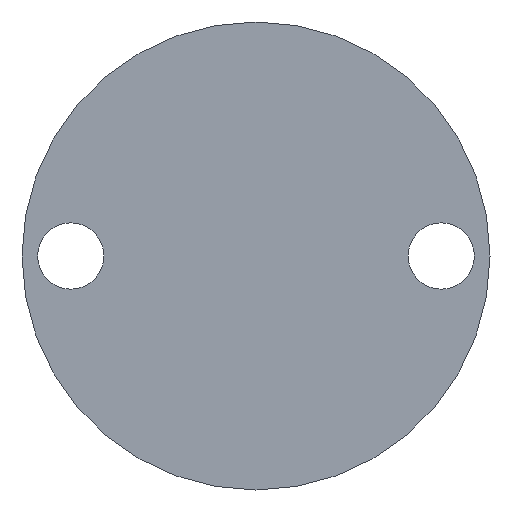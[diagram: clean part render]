
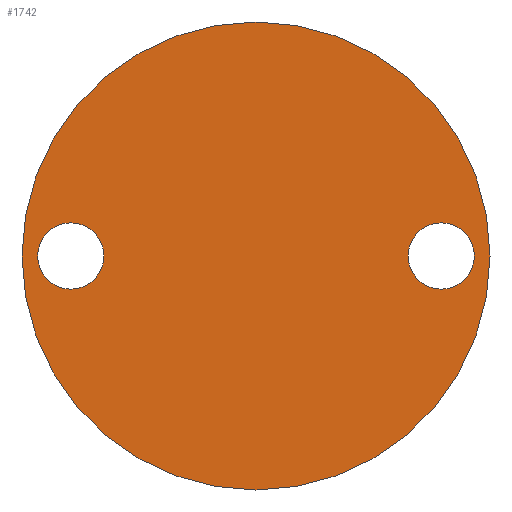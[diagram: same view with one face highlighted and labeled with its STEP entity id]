
A CAD part, front view. The second image highlights one B-rep face of the part: STEP entity #1742.
In plain terms, the highlighted planar face has unit normal (0, -1, 0).
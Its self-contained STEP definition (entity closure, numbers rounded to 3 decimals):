
#23 = ORIENTED_EDGE ( 'NONE', *, *, #231, .T. ) ;
#43 = EDGE_CURVE ( 'NONE', #1999, #1775, #1157, .T. ) ;
#177 = DIRECTION ( 'NONE',  ( -1., 0., 0. ) ) ;
#204 = EDGE_CURVE ( 'NONE', #1002, #1687, #255, .T. ) ;
#209 = CARTESIAN_POINT ( 'NONE',  ( -30., 0., 0. ) ) ;
#216 = EDGE_CURVE ( 'NONE', #1687, #1002, #517, .T. ) ;
#231 = EDGE_CURVE ( 'NONE', #1747, #1075, #1774, .T. ) ;
#255 = CIRCLE ( 'NONE', #1091, 30. ) ;
#299 = PLANE ( 'NONE',  #860 ) ;
#313 = CIRCLE ( 'NONE', #1992, 4.25 ) ;
#435 = EDGE_CURVE ( 'NONE', #1075, #1747, #313, .T. ) ;
#437 = DIRECTION ( 'NONE',  ( 0., -1., 0. ) ) ;
#470 = DIRECTION ( 'NONE',  ( 0., 1., 0. ) ) ;
#476 = CARTESIAN_POINT ( 'NONE',  ( 0., 0., 0. ) ) ;
#488 = DIRECTION ( 'NONE',  ( -1., 0., 0. ) ) ;
#517 = CIRCLE ( 'NONE', #1324, 30. ) ;
#557 = DIRECTION ( 'NONE',  ( 0., -1., 0. ) ) ;
#600 = AXIS2_PLACEMENT_3D ( 'NONE', #1608, #849, #1459 ) ;
#602 = CARTESIAN_POINT ( 'NONE',  ( 30., 0., 0. ) ) ;
#642 = CARTESIAN_POINT ( 'NONE',  ( -23.75, 0., 0. ) ) ;
#716 = DIRECTION ( 'NONE',  ( 1., 0., 0. ) ) ;
#719 = EDGE_LOOP ( 'NONE', ( #1898, #23 ) ) ;
#790 = CARTESIAN_POINT ( 'NONE',  ( 19.5, 0., 0. ) ) ;
#798 = DIRECTION ( 'NONE',  ( -1., 0., 0. ) ) ;
#805 = CARTESIAN_POINT ( 'NONE',  ( 28., 0., 0. ) ) ;
#811 = CARTESIAN_POINT ( 'NONE',  ( 23.75, 0., 0. ) ) ;
#849 = DIRECTION ( 'NONE',  ( 0., 1., 0. ) ) ;
#860 = AXIS2_PLACEMENT_3D ( 'NONE', #476, #943, #488 ) ;
#904 = CARTESIAN_POINT ( 'NONE',  ( 0., 0., 0. ) ) ;
#943 = DIRECTION ( 'NONE',  ( 0., 1., 0. ) ) ;
#959 = ORIENTED_EDGE ( 'NONE', *, *, #1029, .T. ) ;
#1002 = VERTEX_POINT ( 'NONE', #209 ) ;
#1029 = EDGE_CURVE ( 'NONE', #1775, #1999, #1819, .T. ) ;
#1035 = AXIS2_PLACEMENT_3D ( 'NONE', #642, #470, #798 ) ;
#1038 = AXIS2_PLACEMENT_3D ( 'NONE', #1674, #1370, #1219 ) ;
#1056 = DIRECTION ( 'NONE',  ( 1., 0., 0. ) ) ;
#1075 = VERTEX_POINT ( 'NONE', #790 ) ;
#1091 = AXIS2_PLACEMENT_3D ( 'NONE', #1823, #437, #1056 ) ;
#1141 = ORIENTED_EDGE ( 'NONE', *, *, #216, .T. ) ;
#1157 = CIRCLE ( 'NONE', #1035, 4.25 ) ;
#1185 = ORIENTED_EDGE ( 'NONE', *, *, #204, .T. ) ;
#1219 = DIRECTION ( 'NONE',  ( -1., 0., 0. ) ) ;
#1225 = CARTESIAN_POINT ( 'NONE',  ( -19.5, 0., 0. ) ) ;
#1235 = FACE_BOUND ( 'NONE', #1723, .T. ) ;
#1324 = AXIS2_PLACEMENT_3D ( 'NONE', #904, #557, #716 ) ;
#1370 = DIRECTION ( 'NONE',  ( 0., 1., 0. ) ) ;
#1387 = EDGE_LOOP ( 'NONE', ( #1141, #1185 ) ) ;
#1459 = DIRECTION ( 'NONE',  ( -1., 0., 0. ) ) ;
#1608 = CARTESIAN_POINT ( 'NONE',  ( -23.75, 0., 0. ) ) ;
#1653 = ORIENTED_EDGE ( 'NONE', *, *, #43, .T. ) ;
#1663 = CARTESIAN_POINT ( 'NONE',  ( -28., 0., 0. ) ) ;
#1674 = CARTESIAN_POINT ( 'NONE',  ( 23.75, 0., 0. ) ) ;
#1687 = VERTEX_POINT ( 'NONE', #602 ) ;
#1723 = EDGE_LOOP ( 'NONE', ( #1653, #959 ) ) ;
#1724 = DIRECTION ( 'NONE',  ( 0., 1., 0. ) ) ;
#1742 = ADVANCED_FACE ( 'NONE', ( #1235, #1854, #1870 ), #299, .F. ) ;
#1747 = VERTEX_POINT ( 'NONE', #805 ) ;
#1774 = CIRCLE ( 'NONE', #1038, 4.25 ) ;
#1775 = VERTEX_POINT ( 'NONE', #1225 ) ;
#1819 = CIRCLE ( 'NONE', #600, 4.25 ) ;
#1823 = CARTESIAN_POINT ( 'NONE',  ( 0., 0., 0. ) ) ;
#1854 = FACE_BOUND ( 'NONE', #719, .T. ) ;
#1870 = FACE_OUTER_BOUND ( 'NONE', #1387, .T. ) ;
#1898 = ORIENTED_EDGE ( 'NONE', *, *, #435, .T. ) ;
#1992 = AXIS2_PLACEMENT_3D ( 'NONE', #811, #1724, #177 ) ;
#1999 = VERTEX_POINT ( 'NONE', #1663 ) ;
